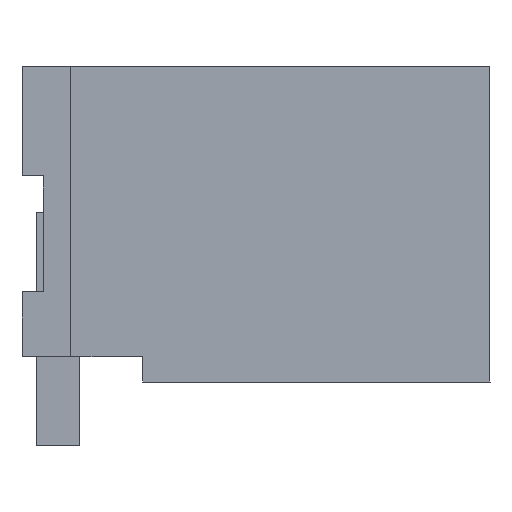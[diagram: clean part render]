
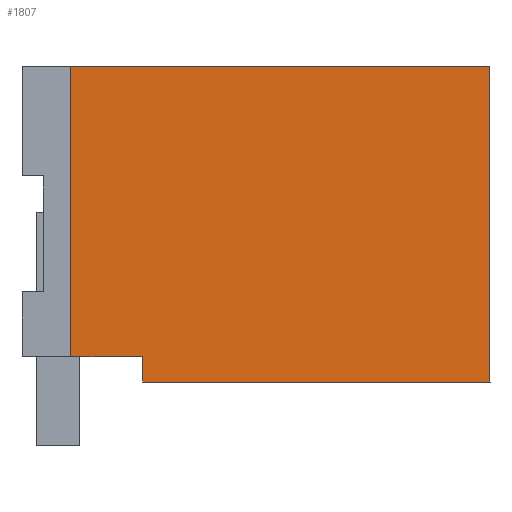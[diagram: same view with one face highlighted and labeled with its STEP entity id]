
A CAD part, left-side view. The second image highlights one B-rep face of the part: STEP entity #1807.
In plain terms, the highlighted planar face has unit normal (-1, 0, 0).
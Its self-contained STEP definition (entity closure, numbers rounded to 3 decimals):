
#1785=AXIS2_PLACEMENT_3D('Plane Axis2P3D',#1782,#1783,#1784) ;
#373=CARTESIAN_POINT('Vertex',(0.,8.2,2.1)) ;
#376=CARTESIAN_POINT('Line Origine',(0.,9.05,2.1)) ;
#380=CARTESIAN_POINT('Vertex',(0.,9.9,2.1)) ;
#530=CARTESIAN_POINT('Line Origine',(0.,9.9,5.525)) ;
#534=CARTESIAN_POINT('Vertex',(0.,9.9,8.95)) ;
#681=CARTESIAN_POINT('Line Origine',(0.,4.95,8.95)) ;
#685=CARTESIAN_POINT('Vertex',(0.,0.,8.95)) ;
#1766=CARTESIAN_POINT('Vertex',(0.,8.2,1.5)) ;
#1769=CARTESIAN_POINT('Line Origine',(0.,8.2,1.8)) ;
#1782=CARTESIAN_POINT('Axis2P3D Location',(0.,11.05,-1.55)) ;
#1787=CARTESIAN_POINT('Line Origine',(0.,4.1,1.5)) ;
#1791=CARTESIAN_POINT('Vertex',(0.,0.,1.5)) ;
#1794=CARTESIAN_POINT('Line Origine',(0.,0.,5.225)) ;
#377=DIRECTION('Vector Direction',(0.,-1.,0.)) ;
#531=DIRECTION('Vector Direction',(0.,0.,-1.)) ;
#682=DIRECTION('Vector Direction',(0.,1.,0.)) ;
#1770=DIRECTION('Vector Direction',(0.,0.,1.)) ;
#1783=DIRECTION('Axis2P3D Direction',(-1.,0.,0.)) ;
#1784=DIRECTION('Axis2P3D XDirection',(0.,-1.,0.)) ;
#1788=DIRECTION('Vector Direction',(0.,1.,0.)) ;
#1795=DIRECTION('Vector Direction',(0.,0.,-1.)) ;
#378=VECTOR('Line Direction',#377,1.) ;
#532=VECTOR('Line Direction',#531,1.) ;
#683=VECTOR('Line Direction',#682,1.) ;
#1771=VECTOR('Line Direction',#1770,1.) ;
#1789=VECTOR('Line Direction',#1788,1.) ;
#1796=VECTOR('Line Direction',#1795,1.) ;
#1800=ORIENTED_EDGE('',*,*,#382,.T.) ;
#1801=ORIENTED_EDGE('',*,*,#1773,.F.) ;
#1802=ORIENTED_EDGE('',*,*,#1793,.T.) ;
#1803=ORIENTED_EDGE('',*,*,#1798,.T.) ;
#1804=ORIENTED_EDGE('',*,*,#687,.T.) ;
#1805=ORIENTED_EDGE('',*,*,#536,.T.) ;
#1807=ADVANCED_FACE('HOUSING',(#1806),#1786,.T.) ;
#382=EDGE_CURVE('',#381,#374,#379,.T.) ;
#536=EDGE_CURVE('',#535,#381,#533,.T.) ;
#687=EDGE_CURVE('',#686,#535,#684,.T.) ;
#1773=EDGE_CURVE('',#1767,#374,#1772,.T.) ;
#1793=EDGE_CURVE('',#1767,#1792,#1790,.F.) ;
#1798=EDGE_CURVE('',#1792,#686,#1797,.F.) ;
#1799=EDGE_LOOP('',(#1800,#1801,#1802,#1803,#1804,#1805)) ;
#1806=FACE_OUTER_BOUND('',#1799,.T.) ;
#379=LINE('Line',#376,#378) ;
#533=LINE('Line',#530,#532) ;
#684=LINE('Line',#681,#683) ;
#1772=LINE('Line',#1769,#1771) ;
#1790=LINE('Line',#1787,#1789) ;
#1797=LINE('Line',#1794,#1796) ;
#1786=PLANE('',#1785) ;
#374=VERTEX_POINT('',#373) ;
#381=VERTEX_POINT('',#380) ;
#535=VERTEX_POINT('',#534) ;
#686=VERTEX_POINT('',#685) ;
#1767=VERTEX_POINT('',#1766) ;
#1792=VERTEX_POINT('',#1791) ;
